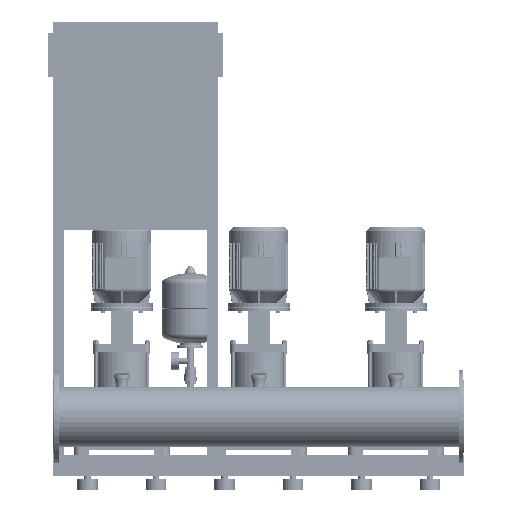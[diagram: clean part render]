
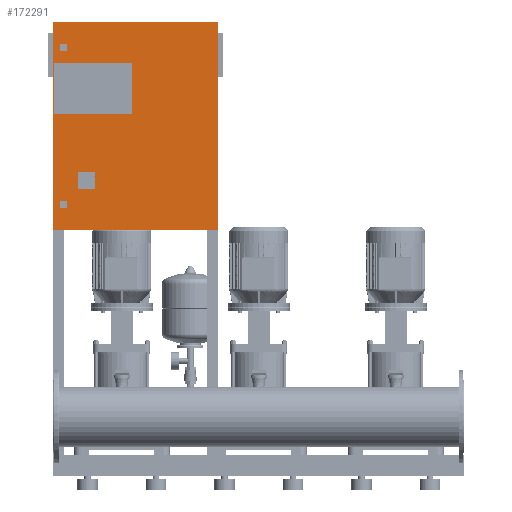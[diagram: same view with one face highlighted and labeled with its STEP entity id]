
A CAD part, front view. The second image highlights one B-rep face of the part: STEP entity #172291.
In plain terms, the highlighted planar face has unit normal (0, -1, 0).
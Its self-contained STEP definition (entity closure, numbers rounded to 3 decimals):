
#170910=CARTESIAN_POINT('',(50.,-540.,1628.0));
#170911=VERTEX_POINT('',#170910);
#170918=CARTESIAN_POINT('',(25.,-540.,1628.0));
#170919=VERTEX_POINT('',#170918);
#170920=CARTESIAN_POINT('',(25.,-540.,1628.0));
#170921=DIRECTION('',(1.0,0.0,0.0));
#170922=VECTOR('',#170921,25.0);
#170923=LINE('',#170920,#170922);
#170924=EDGE_CURVE('',#170919,#170911,#170923,.T.);
#170942=CARTESIAN_POINT('',(25.0,-540.,1603.0));
#170943=VERTEX_POINT('',#170942);
#170944=CARTESIAN_POINT('',(25.0,-540.,1603.0));
#170945=DIRECTION('',(0.0,0.0,1.0));
#170946=VECTOR('',#170945,25.0);
#170947=LINE('',#170944,#170946);
#170948=EDGE_CURVE('',#170943,#170919,#170947,.T.);
#170966=CARTESIAN_POINT('',(50.,-540.,1603.0));
#170967=VERTEX_POINT('',#170966);
#170968=CARTESIAN_POINT('',(50.,-540.,1603.0));
#170969=DIRECTION('',(-1.0,0.0,0.0));
#170970=VECTOR('',#170969,25.);
#170971=LINE('',#170968,#170970);
#170972=EDGE_CURVE('',#170967,#170943,#170971,.T.);
#170990=CARTESIAN_POINT('',(50.,-540.,1628.0));
#170991=DIRECTION('',(0.0,0.0,-1.0));
#170992=VECTOR('',#170991,25.0);
#170993=LINE('',#170990,#170992);
#170994=EDGE_CURVE('',#170911,#170967,#170993,.T.);
#171015=CARTESIAN_POINT('',(50.,-540.,1028.0));
#171016=VERTEX_POINT('',#171015);
#171023=CARTESIAN_POINT('',(50.,-540.,1053.0));
#171024=VERTEX_POINT('',#171023);
#171025=CARTESIAN_POINT('',(50.,-540.,1053.0));
#171026=DIRECTION('',(0.0,0.0,-1.0));
#171027=VECTOR('',#171026,25.0);
#171028=LINE('',#171025,#171027);
#171029=EDGE_CURVE('',#171024,#171016,#171028,.T.);
#171053=CARTESIAN_POINT('',(25.,-540.,1028.0));
#171054=VERTEX_POINT('',#171053);
#171061=CARTESIAN_POINT('',(50.,-540.,1028.0));
#171062=DIRECTION('',(-1.0,0.0,0.0));
#171063=VECTOR('',#171062,25.);
#171064=LINE('',#171061,#171063);
#171065=EDGE_CURVE('',#171016,#171054,#171064,.T.);
#171084=CARTESIAN_POINT('',(25.,-540.,1053.0));
#171085=VERTEX_POINT('',#171084);
#171092=CARTESIAN_POINT('',(25.,-540.,1028.0));
#171093=DIRECTION('',(0.0,0.0,1.0));
#171094=VECTOR('',#171093,25.0);
#171095=LINE('',#171092,#171094);
#171096=EDGE_CURVE('',#171054,#171085,#171095,.T.);
#171114=CARTESIAN_POINT('',(25.,-540.,1053.0));
#171115=DIRECTION('',(1.0,0.0,0.0));
#171116=VECTOR('',#171115,25.);
#171117=LINE('',#171114,#171116);
#171118=EDGE_CURVE('',#171085,#171024,#171117,.T.);
#171823=CARTESIAN_POINT('',(2.0,-540.,1558.0));
#171824=VERTEX_POINT('',#171823);
#171831=CARTESIAN_POINT('',(2.0,-540.,1373.0));
#171832=VERTEX_POINT('',#171831);
#171833=CARTESIAN_POINT('',(2.0,-540.,1373.0));
#171834=DIRECTION('',(0.0,0.0,1.0));
#171835=VECTOR('',#171834,185.0);
#171836=LINE('',#171833,#171835);
#171837=EDGE_CURVE('',#171832,#171824,#171836,.T.);
#171862=CARTESIAN_POINT('',(288.,-540.,1373.0));
#171863=VERTEX_POINT('',#171862);
#171864=CARTESIAN_POINT('',(288.,-540.,1373.0));
#171865=DIRECTION('',(-1.0,0.0,0.0));
#171866=VECTOR('',#171865,286.);
#171867=LINE('',#171864,#171866);
#171868=EDGE_CURVE('',#171863,#171832,#171867,.T.);
#171893=CARTESIAN_POINT('',(288.0,-540.,1558.0));
#171894=VERTEX_POINT('',#171893);
#171895=CARTESIAN_POINT('',(288.0,-540.,1558.0));
#171896=DIRECTION('',(0.0,0.0,-1.0));
#171897=VECTOR('',#171896,185.0);
#171898=LINE('',#171895,#171897);
#171899=EDGE_CURVE('',#171894,#171863,#171898,.T.);
#171922=CARTESIAN_POINT('',(2.0,-540.,1558.0));
#171923=DIRECTION('',(1.0,0.0,0.0));
#171924=VECTOR('',#171923,286.0);
#171925=LINE('',#171922,#171924);
#171926=EDGE_CURVE('',#171824,#171894,#171925,.T.);
#172234=CARTESIAN_POINT('',(300.,-540.,1328.0));
#172235=DIRECTION('',(0.0,-1.0,0.0));
#172236=DIRECTION('',(1.0,0.0,0.0));
#172237=AXIS2_PLACEMENT_3D('',#172234,#172235,#172236);
#172238=PLANE('',#172237);
#172239=CARTESIAN_POINT('',(0.,-540.0,948.0));
#172240=VERTEX_POINT('',#172239);
#172241=CARTESIAN_POINT('',(0.,-540.0,1708.0));
#172242=VERTEX_POINT('',#172241);
#172243=CARTESIAN_POINT('',(0.,-540.0,948.0));
#172244=DIRECTION('',(0.0,0.0,1.0));
#172245=VECTOR('',#172244,760.0);
#172246=LINE('',#172243,#172245);
#172247=EDGE_CURVE('',#172240,#172242,#172246,.T.);
#172248=ORIENTED_EDGE('',*,*,#172247,.F.);
#172249=CARTESIAN_POINT('',(600.0,-540.0,948.0));
#172250=VERTEX_POINT('',#172249);
#172251=CARTESIAN_POINT('',(600.0,-540.0,948.0));
#172252=DIRECTION('',(-1.0,0.0,0.0));
#172253=VECTOR('',#172252,600.);
#172254=LINE('',#172251,#172253);
#172255=EDGE_CURVE('',#172250,#172240,#172254,.T.);
#172256=ORIENTED_EDGE('',*,*,#172255,.F.);
#172257=CARTESIAN_POINT('',(600.0,-540.0,1708.0));
#172258=VERTEX_POINT('',#172257);
#172259=CARTESIAN_POINT('',(600.0,-540.0,1708.0));
#172260=DIRECTION('',(0.0,0.0,-1.0));
#172261=VECTOR('',#172260,760.0);
#172262=LINE('',#172259,#172261);
#172263=EDGE_CURVE('',#172258,#172250,#172262,.T.);
#172264=ORIENTED_EDGE('',*,*,#172263,.F.);
#172265=CARTESIAN_POINT('',(0.,-540.0,1708.0));
#172266=DIRECTION('',(1.0,0.0,0.0));
#172267=VECTOR('',#172266,600.0);
#172268=LINE('',#172265,#172267);
#172269=EDGE_CURVE('',#172242,#172258,#172268,.T.);
#172270=ORIENTED_EDGE('',*,*,#172269,.F.);
#172271=EDGE_LOOP('',(#172248,#172256,#172264,#172270));
#172272=FACE_OUTER_BOUND('',#172271,.T.);
#172273=ORIENTED_EDGE('',*,*,#170924,.T.);
#172274=ORIENTED_EDGE('',*,*,#170994,.T.);
#172275=ORIENTED_EDGE('',*,*,#170972,.T.);
#172276=ORIENTED_EDGE('',*,*,#170948,.T.);
#172277=EDGE_LOOP('',(#172273,#172274,#172275,#172276));
#172278=FACE_BOUND('',#172277,.T.);
#172279=ORIENTED_EDGE('',*,*,#171029,.T.);
#172280=ORIENTED_EDGE('',*,*,#171065,.T.);
#172281=ORIENTED_EDGE('',*,*,#171096,.T.);
#172282=ORIENTED_EDGE('',*,*,#171118,.T.);
#172283=EDGE_LOOP('',(#172279,#172280,#172281,#172282));
#172284=FACE_BOUND('',#172283,.T.);
#172285=ORIENTED_EDGE('',*,*,#171837,.T.);
#172286=ORIENTED_EDGE('',*,*,#171926,.T.);
#172287=ORIENTED_EDGE('',*,*,#171899,.T.);
#172288=ORIENTED_EDGE('',*,*,#171868,.T.);
#172289=EDGE_LOOP('',(#172285,#172286,#172287,#172288));
#172290=FACE_BOUND('',#172289,.T.);
#172291=ADVANCED_FACE('',(#172272,#172278,#172284,#172290),#172238,.T.);
